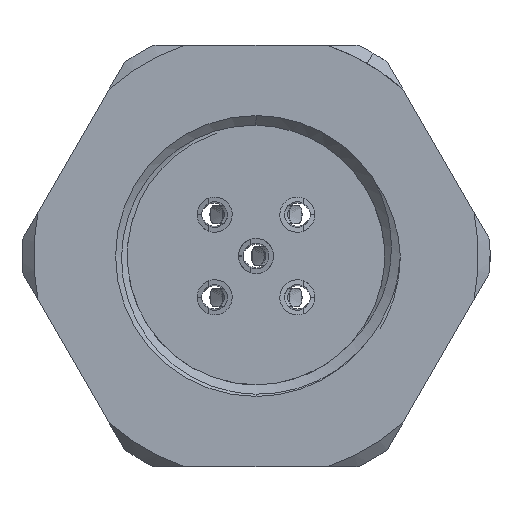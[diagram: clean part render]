
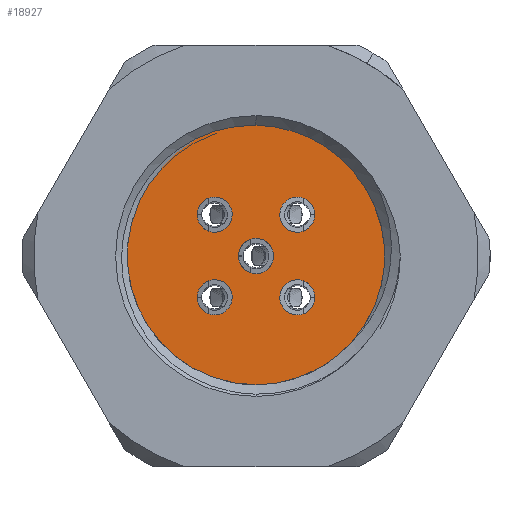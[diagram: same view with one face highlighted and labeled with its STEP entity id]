
A CAD part, left-side view. The second image highlights one B-rep face of the part: STEP entity #18927.
In plain terms, the highlighted face is planar.
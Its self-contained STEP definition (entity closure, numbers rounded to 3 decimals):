
#95 = CARTESIAN_POINT ( 'NONE',  ( 9.35, 0., 0.75 ) ) ;
#139 = ORIENTED_EDGE ( 'NONE', *, *, #24974, .F. ) ;
#468 = VERTEX_POINT ( 'NONE', #15517 ) ;
#714 = DIRECTION ( 'NONE',  ( 0., 0., 1. ) ) ;
#724 = DIRECTION ( 'NONE',  ( 1., 0., 0. ) ) ;
#833 = FACE_BOUND ( 'NONE', #14191, .T. ) ;
#1294 = DIRECTION ( 'NONE',  ( 1., 0., 0. ) ) ;
#1460 = ORIENTED_EDGE ( 'NONE', *, *, #3818, .T. ) ;
#1640 = EDGE_LOOP ( 'NONE', ( #19719, #1460 ) ) ;
#1663 = VERTEX_POINT ( 'NONE', #13863 ) ;
#2221 = EDGE_CURVE ( 'NONE', #11276, #468, #23432, .T. ) ;
#2487 = PLANE ( 'NONE',  #14386 ) ;
#2538 = CARTESIAN_POINT ( 'NONE',  ( 9.35, 1.768, 1.768 ) ) ;
#2553 = AXIS2_PLACEMENT_3D ( 'NONE', #8839, #18590, #22411 ) ;
#3095 = EDGE_LOOP ( 'NONE', ( #12694, #8694 ) ) ;
#3137 = VERTEX_POINT ( 'NONE', #16888 ) ;
#3471 = EDGE_CURVE ( 'NONE', #468, #11276, #12453, .T. ) ;
#3659 = CIRCLE ( 'NONE', #21568, 0.75 ) ;
#3671 = CARTESIAN_POINT ( 'NONE',  ( 9.35, -1.768, 1.768 ) ) ;
#3818 = EDGE_CURVE ( 'NONE', #1663, #10010, #23690, .T. ) ;
#3974 = EDGE_LOOP ( 'NONE', ( #8270, #6861 ) ) ;
#4000 = AXIS2_PLACEMENT_3D ( 'NONE', #24597, #13060, #9174 ) ;
#4126 = AXIS2_PLACEMENT_3D ( 'NONE', #2538, #18020, #6255 ) ;
#4379 = AXIS2_PLACEMENT_3D ( 'NONE', #21078, #15358, #21332 ) ;
#5298 = CIRCLE ( 'NONE', #4000, 0.75 ) ;
#5514 = FACE_BOUND ( 'NONE', #3974, .T. ) ;
#5868 = CARTESIAN_POINT ( 'NONE',  ( 9.35, -1.768, 1.768 ) ) ;
#6068 = ORIENTED_EDGE ( 'NONE', *, *, #22588, .F. ) ;
#6154 = CIRCLE ( 'NONE', #16765, 0.75 ) ;
#6255 = DIRECTION ( 'NONE',  ( 0., 0., -1. ) ) ;
#6293 = AXIS2_PLACEMENT_3D ( 'NONE', #24317, #10502, #22216 ) ;
#6320 = AXIS2_PLACEMENT_3D ( 'NONE', #3671, #13214, #9317 ) ;
#6861 = ORIENTED_EDGE ( 'NONE', *, *, #19492, .F. ) ;
#7809 = DIRECTION ( 'NONE',  ( 1., 0., 0. ) ) ;
#8270 = ORIENTED_EDGE ( 'NONE', *, *, #8756, .F. ) ;
#8408 = AXIS2_PLACEMENT_3D ( 'NONE', #5868, #1294, #9473 ) ;
#8694 = ORIENTED_EDGE ( 'NONE', *, *, #20347, .F. ) ;
#8756 = EDGE_CURVE ( 'NONE', #11690, #18510, #24486, .T. ) ;
#8815 = DIRECTION ( 'NONE',  ( 1., 0., 0. ) ) ;
#8839 = CARTESIAN_POINT ( 'NONE',  ( 9.35, 0., 0. ) ) ;
#8879 = ORIENTED_EDGE ( 'NONE', *, *, #22559, .F. ) ;
#8895 = AXIS2_PLACEMENT_3D ( 'NONE', #12398, #724, #16206 ) ;
#9174 = DIRECTION ( 'NONE',  ( 0., 0., -1. ) ) ;
#9263 = DIRECTION ( 'NONE',  ( 1., 0., 0. ) ) ;
#9317 = DIRECTION ( 'NONE',  ( 0., 0., -1. ) ) ;
#9361 = VERTEX_POINT ( 'NONE', #17938 ) ;
#9473 = DIRECTION ( 'NONE',  ( 0., 0., -1. ) ) ;
#9738 = DIRECTION ( 'NONE',  ( 0., 0., -1. ) ) ;
#10010 = VERTEX_POINT ( 'NONE', #18596 ) ;
#10090 = VERTEX_POINT ( 'NONE', #14922 ) ;
#10502 = DIRECTION ( 'NONE',  ( 1., 0., 0. ) ) ;
#11276 = VERTEX_POINT ( 'NONE', #95 ) ;
#11463 = CARTESIAN_POINT ( 'NONE',  ( 9.35, -1.768, 2.518 ) ) ;
#11690 = VERTEX_POINT ( 'NONE', #20436 ) ;
#11804 = CARTESIAN_POINT ( 'NONE',  ( 9.35, 1.768, -2.518 ) ) ;
#12011 = VERTEX_POINT ( 'NONE', #23385 ) ;
#12025 = DIRECTION ( 'NONE',  ( 1., 0., 0. ) ) ;
#12398 = CARTESIAN_POINT ( 'NONE',  ( 9.35, -1.768, -1.768 ) ) ;
#12453 = CIRCLE ( 'NONE', #2553, 0.75 ) ;
#12694 = ORIENTED_EDGE ( 'NONE', *, *, #14457, .F. ) ;
#12739 = EDGE_LOOP ( 'NONE', ( #139, #24113 ) ) ;
#13060 = DIRECTION ( 'NONE',  ( 1., 0., 0. ) ) ;
#13077 = CARTESIAN_POINT ( 'NONE',  ( 9.35, 0., 0. ) ) ;
#13213 = FACE_OUTER_BOUND ( 'NONE', #1640, .T. ) ;
#13214 = DIRECTION ( 'NONE',  ( 1., 0., 0. ) ) ;
#13863 = CARTESIAN_POINT ( 'NONE',  ( 9.35, 0., 6. ) ) ;
#13881 = ORIENTED_EDGE ( 'NONE', *, *, #3471, .F. ) ;
#14000 = CIRCLE ( 'NONE', #4126, 0.75 ) ;
#14142 = CARTESIAN_POINT ( 'NONE',  ( 9.35, 4.5, 0. ) ) ;
#14191 = EDGE_LOOP ( 'NONE', ( #13881, #21252 ) ) ;
#14325 = CIRCLE ( 'NONE', #4379, 0.75 ) ;
#14386 = AXIS2_PLACEMENT_3D ( 'NONE', #14142, #22051, #714 ) ;
#14457 = EDGE_CURVE ( 'NONE', #18781, #24990, #5298, .T. ) ;
#14460 = EDGE_LOOP ( 'NONE', ( #8879, #6068 ) ) ;
#14550 = CARTESIAN_POINT ( 'NONE',  ( 9.35, 1.768, -1.018 ) ) ;
#14843 = DIRECTION ( 'NONE',  ( 0., 0., -1. ) ) ;
#14922 = CARTESIAN_POINT ( 'NONE',  ( 9.35, -1.768, -1.018 ) ) ;
#15358 = DIRECTION ( 'NONE',  ( 1., 0., 0. ) ) ;
#15398 = CARTESIAN_POINT ( 'NONE',  ( 9.35, 0., 0. ) ) ;
#15505 = AXIS2_PLACEMENT_3D ( 'NONE', #15398, #7809, #9738 ) ;
#15517 = CARTESIAN_POINT ( 'NONE',  ( 9.35, 0., -0.75 ) ) ;
#15822 = CARTESIAN_POINT ( 'NONE',  ( 9.35, 1.768, 1.768 ) ) ;
#16206 = DIRECTION ( 'NONE',  ( 0., 0., -1. ) ) ;
#16765 = AXIS2_PLACEMENT_3D ( 'NONE', #15822, #12025, #23712 ) ;
#16887 = EDGE_CURVE ( 'NONE', #10010, #1663, #20128, .T. ) ;
#16888 = CARTESIAN_POINT ( 'NONE',  ( 9.35, 1.768, 2.518 ) ) ;
#16971 = AXIS2_PLACEMENT_3D ( 'NONE', #13077, #9263, #14843 ) ;
#17745 = FACE_BOUND ( 'NONE', #14460, .T. ) ;
#17837 = EDGE_CURVE ( 'NONE', #10090, #12011, #23730, .T. ) ;
#17938 = CARTESIAN_POINT ( 'NONE',  ( 9.35, 1.768, 1.018 ) ) ;
#18020 = DIRECTION ( 'NONE',  ( 1., 0., 0. ) ) ;
#18400 = CARTESIAN_POINT ( 'NONE',  ( 9.35, -1.768, -1.768 ) ) ;
#18510 = VERTEX_POINT ( 'NONE', #11463 ) ;
#18590 = DIRECTION ( 'NONE',  ( 1., 0., 0. ) ) ;
#18596 = CARTESIAN_POINT ( 'NONE',  ( 9.35, 0., -6. ) ) ;
#18781 = VERTEX_POINT ( 'NONE', #11804 ) ;
#18927 = ADVANCED_FACE ( 'NONE', ( #833, #5514, #20980, #19583, #17745, #13213 ), #2487, .F. ) ;
#19492 = EDGE_CURVE ( 'NONE', #18510, #11690, #24744, .T. ) ;
#19583 = FACE_BOUND ( 'NONE', #3095, .T. ) ;
#19719 = ORIENTED_EDGE ( 'NONE', *, *, #16887, .T. ) ;
#20128 = CIRCLE ( 'NONE', #6293, 6. ) ;
#20347 = EDGE_CURVE ( 'NONE', #24990, #18781, #14325, .T. ) ;
#20436 = CARTESIAN_POINT ( 'NONE',  ( 9.35, -1.768, 1.018 ) ) ;
#20531 = DIRECTION ( 'NONE',  ( 0., 0., -1. ) ) ;
#20980 = FACE_BOUND ( 'NONE', #12739, .T. ) ;
#21078 = CARTESIAN_POINT ( 'NONE',  ( 9.35, 1.768, -1.768 ) ) ;
#21252 = ORIENTED_EDGE ( 'NONE', *, *, #2221, .F. ) ;
#21332 = DIRECTION ( 'NONE',  ( 0., 0., -1. ) ) ;
#21568 = AXIS2_PLACEMENT_3D ( 'NONE', #18400, #8815, #20531 ) ;
#22051 = DIRECTION ( 'NONE',  ( -1., 0., 0. ) ) ;
#22216 = DIRECTION ( 'NONE',  ( 0., 0., -1. ) ) ;
#22411 = DIRECTION ( 'NONE',  ( 0., 0., -1. ) ) ;
#22559 = EDGE_CURVE ( 'NONE', #9361, #3137, #6154, .T. ) ;
#22588 = EDGE_CURVE ( 'NONE', #3137, #9361, #14000, .T. ) ;
#23385 = CARTESIAN_POINT ( 'NONE',  ( 9.35, -1.768, -2.518 ) ) ;
#23432 = CIRCLE ( 'NONE', #16971, 0.75 ) ;
#23690 = CIRCLE ( 'NONE', #15505, 6. ) ;
#23712 = DIRECTION ( 'NONE',  ( 0., 0., -1. ) ) ;
#23730 = CIRCLE ( 'NONE', #8895, 0.75 ) ;
#24113 = ORIENTED_EDGE ( 'NONE', *, *, #17837, .F. ) ;
#24317 = CARTESIAN_POINT ( 'NONE',  ( 9.35, 0., 0. ) ) ;
#24486 = CIRCLE ( 'NONE', #6320, 0.75 ) ;
#24597 = CARTESIAN_POINT ( 'NONE',  ( 9.35, 1.768, -1.768 ) ) ;
#24744 = CIRCLE ( 'NONE', #8408, 0.75 ) ;
#24974 = EDGE_CURVE ( 'NONE', #12011, #10090, #3659, .T. ) ;
#24990 = VERTEX_POINT ( 'NONE', #14550 ) ;
